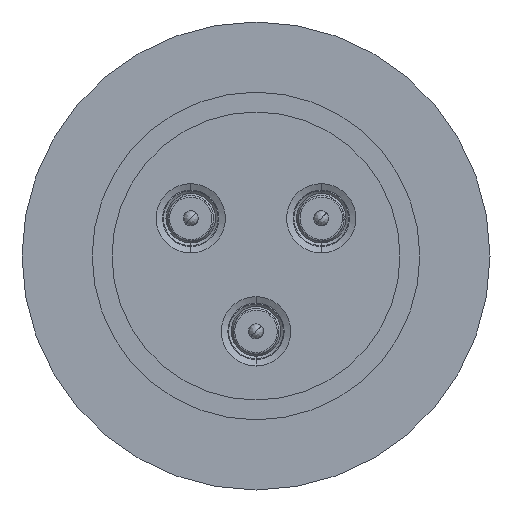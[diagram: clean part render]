
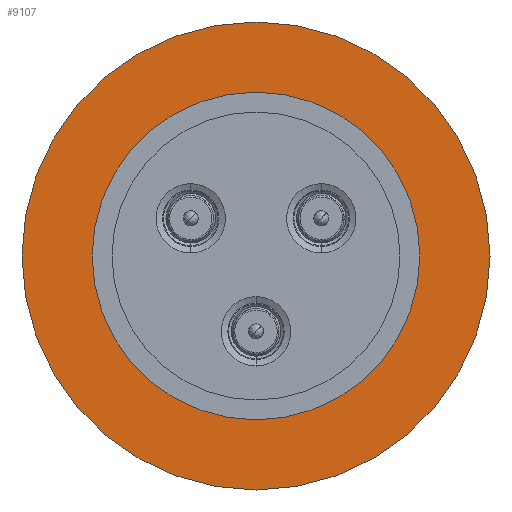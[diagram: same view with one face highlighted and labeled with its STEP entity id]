
A CAD part, front view. The second image highlights one B-rep face of the part: STEP entity #9107.
In plain terms, the highlighted planar face has unit normal (0, -1, 0).
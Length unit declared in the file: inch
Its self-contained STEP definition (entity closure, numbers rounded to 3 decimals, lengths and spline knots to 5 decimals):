
#704 = CARTESIAN_POINT ( 'NONE',  ( 0., -0.1, 0. ) ) ;
#705 = DIRECTION ( 'NONE',  ( 0., 1., 0. ) ) ;
#706 = DIRECTION ( 'NONE',  ( 1., 0., 0. ) ) ;
#719 = CARTESIAN_POINT ( 'NONE',  ( 0., -0.1, 0. ) ) ;
#720 = DIRECTION ( 'NONE',  ( 0., 1., 0. ) ) ;
#721 = DIRECTION ( 'NONE',  ( 1., 0., 0. ) ) ;
#723 = CARTESIAN_POINT ( 'NONE',  ( 0., -0.1, 0. ) ) ;
#724 = DIRECTION ( 'NONE',  ( 0., 1., 0. ) ) ;
#725 = DIRECTION ( 'NONE',  ( 1., 0., 0. ) ) ;
#835 = CARTESIAN_POINT ( 'NONE',  ( 0., -0.1, 0. ) ) ;
#836 = DIRECTION ( 'NONE',  ( 0., 1., 0. ) ) ;
#837 = DIRECTION ( 'NONE',  ( 1., 0., 0. ) ) ;
#1921 = VERTEX_POINT ( 'NONE', #2580 ) ;
#1923 = VERTEX_POINT ( 'NONE', #2599 ) ;
#1924 = VERTEX_POINT ( 'NONE', #2570 ) ;
#1930 = VERTEX_POINT ( 'NONE', #2556 ) ;
#2181 = CIRCLE ( 'NONE', #7775, 1.475 ) ;
#2192 = CIRCLE ( 'NONE', #7772, 1.475 ) ;
#2194 = CIRCLE ( 'NONE', #7771, 1.0325 ) ;
#2254 = CIRCLE ( 'NONE', #7241, 1.0325 ) ;
#2556 = CARTESIAN_POINT ( 'NONE',  ( -1.0325, -0.1, 0. ) ) ;
#2570 = CARTESIAN_POINT ( 'NONE',  ( -1.475, -0.1, 0. ) ) ;
#2580 = CARTESIAN_POINT ( 'NONE',  ( 1.0325, -0.1, 0. ) ) ;
#2599 = CARTESIAN_POINT ( 'NONE',  ( 1.475, -0.1, 0. ) ) ;
#4158 = EDGE_LOOP ( 'NONE', ( #6738, #6742 ) ) ;
#4163 = EDGE_LOOP ( 'NONE', ( #6740, #6743 ) ) ;
#6325 = FACE_BOUND ( 'NONE', #4163, .T. ) ;
#6335 = FACE_OUTER_BOUND ( 'NONE', #4158, .T. ) ;
#6738 = ORIENTED_EDGE ( 'NONE', *, *, #7680, .F. ) ;
#6740 = ORIENTED_EDGE ( 'NONE', *, *, #7688, .T. ) ;
#6742 = ORIENTED_EDGE ( 'NONE', *, *, #7687, .F. ) ;
#6743 = ORIENTED_EDGE ( 'NONE', *, *, #7731, .T. ) ;
#7241 = AXIS2_PLACEMENT_3D ( 'NONE', #835, #836, #837 ) ;
#7428 = CARTESIAN_POINT ( 'NONE',  ( 0., -0.1, 0. ) ) ;
#7431 = PLANE ( 'NONE',  #7953 ) ;
#7433 = DIRECTION ( 'NONE',  ( 0., -1., 0. ) ) ;
#7434 = DIRECTION ( 'NONE',  ( -1., 0., 0. ) ) ;
#7680 = EDGE_CURVE ( 'NONE', #1923, #1924, #2181, .T. ) ;
#7687 = EDGE_CURVE ( 'NONE', #1924, #1923, #2192, .T. ) ;
#7688 = EDGE_CURVE ( 'NONE', #1921, #1930, #2194, .T. ) ;
#7731 = EDGE_CURVE ( 'NONE', #1930, #1921, #2254, .T. ) ;
#7771 = AXIS2_PLACEMENT_3D ( 'NONE', #723, #724, #725 ) ;
#7772 = AXIS2_PLACEMENT_3D ( 'NONE', #719, #720, #721 ) ;
#7775 = AXIS2_PLACEMENT_3D ( 'NONE', #704, #705, #706 ) ;
#7953 = AXIS2_PLACEMENT_3D ( 'NONE', #7428, #7433, #7434 ) ;
#9107 = ADVANCED_FACE ( 'NONE', ( #6325, #6335 ), #7431, .T. ) ;
